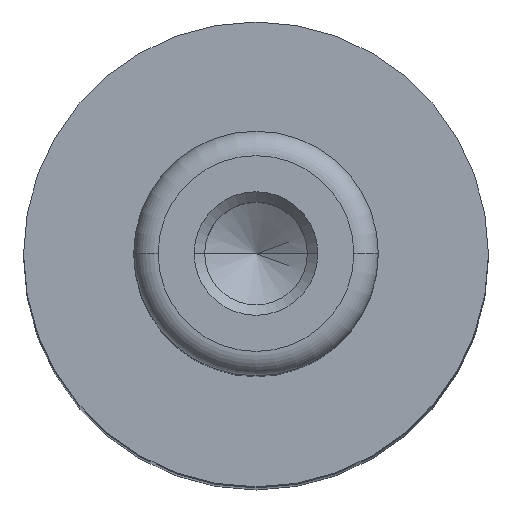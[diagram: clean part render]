
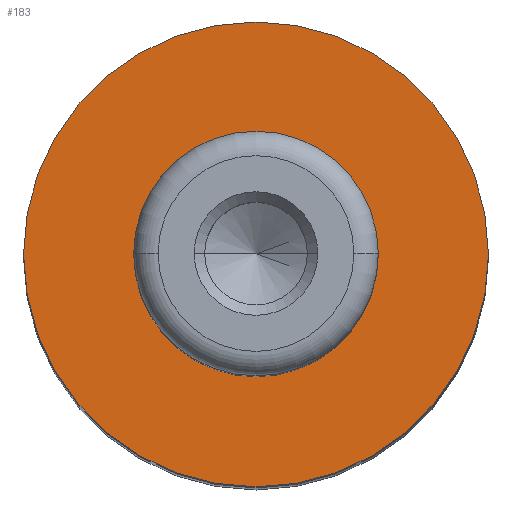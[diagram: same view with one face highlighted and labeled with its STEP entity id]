
A CAD part, top view. The second image highlights one B-rep face of the part: STEP entity #183.
In plain terms, the highlighted planar face has unit normal (0, 0, 1).
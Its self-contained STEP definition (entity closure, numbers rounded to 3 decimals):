
#22 = DIRECTION ( 'NONE',  ( 0., 0., -1. ) ) ;
#23 = EDGE_CURVE ( 'NONE', #124, #257, #496, .T. ) ;
#27 = DIRECTION ( 'NONE',  ( 1., 0., 0. ) ) ;
#45 = ORIENTED_EDGE ( 'NONE', *, *, #406, .T. ) ;
#124 = VERTEX_POINT ( 'NONE', #168 ) ;
#139 = EDGE_CURVE ( 'NONE', #901, #1073, #823, .T. ) ;
#168 = CARTESIAN_POINT ( 'NONE',  ( 5., 0., 73. ) ) ;
#183 = ADVANCED_FACE ( 'NONE', ( #200, #1051 ), #390, .T. ) ;
#200 = FACE_BOUND ( 'NONE', #204, .T. ) ;
#201 = ORIENTED_EDGE ( 'NONE', *, *, #139, .F. ) ;
#204 = EDGE_LOOP ( 'NONE', ( #45, #889 ) ) ;
#207 = CARTESIAN_POINT ( 'NONE',  ( -5., 0., 73. ) ) ;
#217 = ORIENTED_EDGE ( 'NONE', *, *, #1057, .F. ) ;
#257 = VERTEX_POINT ( 'NONE', #931 ) ;
#390 = PLANE ( 'NONE',  #1142 ) ;
#406 = EDGE_CURVE ( 'NONE', #257, #124, #555, .T. ) ;
#448 = CARTESIAN_POINT ( 'NONE',  ( 0., 0., 73. ) ) ;
#464 = CARTESIAN_POINT ( 'NONE',  ( 0., 0., 73. ) ) ;
#476 = AXIS2_PLACEMENT_3D ( 'NONE', #448, #963, #738 ) ;
#496 = CIRCLE ( 'NONE', #476, 5. ) ;
#516 = AXIS2_PLACEMENT_3D ( 'NONE', #464, #1068, #551 ) ;
#549 = DIRECTION ( 'NONE',  ( 0., 0., -1. ) ) ;
#551 = DIRECTION ( 'NONE',  ( -1., 0., 0. ) ) ;
#555 = CIRCLE ( 'NONE', #655, 5. ) ;
#570 = CARTESIAN_POINT ( 'NONE',  ( 0., 0., 73. ) ) ;
#631 = CARTESIAN_POINT ( 'NONE',  ( 9.5, 0., 73. ) ) ;
#655 = AXIS2_PLACEMENT_3D ( 'NONE', #818, #549, #1065 ) ;
#657 = DIRECTION ( 'NONE',  ( -1., 0., 0. ) ) ;
#738 = DIRECTION ( 'NONE',  ( -1., 0., 0. ) ) ;
#787 = CARTESIAN_POINT ( 'NONE',  ( -9.5, 0., 73. ) ) ;
#818 = CARTESIAN_POINT ( 'NONE',  ( 0., 0., 73. ) ) ;
#823 = CIRCLE ( 'NONE', #1027, 9.5 ) ;
#889 = ORIENTED_EDGE ( 'NONE', *, *, #23, .T. ) ;
#901 = VERTEX_POINT ( 'NONE', #787 ) ;
#931 = CARTESIAN_POINT ( 'NONE',  ( -5., 0., 73. ) ) ;
#963 = DIRECTION ( 'NONE',  ( 0., 0., -1. ) ) ;
#1001 = DIRECTION ( 'NONE',  ( 0., 0., 1. ) ) ;
#1027 = AXIS2_PLACEMENT_3D ( 'NONE', #570, #22, #657 ) ;
#1051 = FACE_OUTER_BOUND ( 'NONE', #1053, .T. ) ;
#1053 = EDGE_LOOP ( 'NONE', ( #201, #217 ) ) ;
#1057 = EDGE_CURVE ( 'NONE', #1073, #901, #1135, .T. ) ;
#1065 = DIRECTION ( 'NONE',  ( -1., 0., 0. ) ) ;
#1068 = DIRECTION ( 'NONE',  ( 0., 0., -1. ) ) ;
#1073 = VERTEX_POINT ( 'NONE', #631 ) ;
#1135 = CIRCLE ( 'NONE', #516, 9.5 ) ;
#1142 = AXIS2_PLACEMENT_3D ( 'NONE', #207, #1001, #27 ) ;
